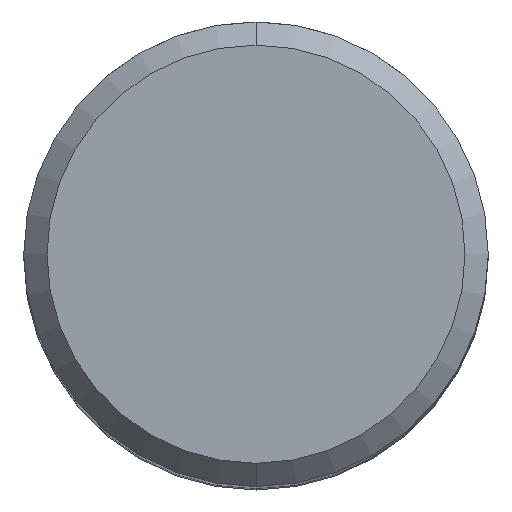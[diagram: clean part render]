
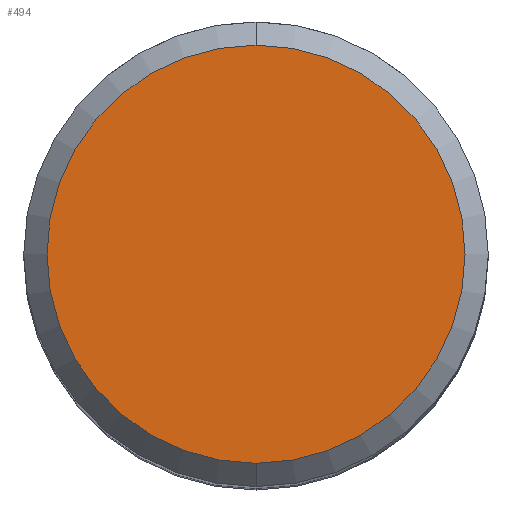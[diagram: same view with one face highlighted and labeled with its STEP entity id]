
A CAD part, top view. The second image highlights one B-rep face of the part: STEP entity #494.
In plain terms, the highlighted face is planar.
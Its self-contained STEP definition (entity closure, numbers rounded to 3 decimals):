
#117=CARTESIAN_POINT('',(0.,0.,0.));
#118=DIRECTION('',(0.,0.,1.));
#119=DIRECTION('',(0.,1.,0.));
#120=AXIS2_PLACEMENT_3D('',#117,#118,#119);
#125=CARTESIAN_POINT('',(0.,0.,0.));
#126=DIRECTION('',(0.,0.,-1.));
#127=DIRECTION('',(0.,1.,0.));
#128=AXIS2_PLACEMENT_3D('',#125,#126,#127);
#442=CARTESIAN_POINT('',(0.,9.,0.));
#444=VERTEX_POINT('',#442);
#446=CARTESIAN_POINT('',(0.,-9.,0.));
#448=VERTEX_POINT('',#446);
#483=CARTESIAN_POINT('',(0.,0.,0.));
#484=DIRECTION('',(0.,0.,-1.));
#485=DIRECTION('',(0.,-1.,0.));
#486=AXIS2_PLACEMENT_3D('',#483,#484,#485);
#487=PLANE('',#486);
#489=ORIENTED_EDGE('',*,*,#488,.T.);
#491=ORIENTED_EDGE('',*,*,#490,.F.);
#492=EDGE_LOOP('',(#489,#491));
#493=FACE_OUTER_BOUND('',#492,.F.);
#121=CIRCLE('',#120,9.);
#129=CIRCLE('',#128,9.);
#488=EDGE_CURVE('',#444,#448,#121,.T.);
#490=EDGE_CURVE('',#444,#448,#129,.T.);
#494=ADVANCED_FACE('',(#493),#487,.T.);
